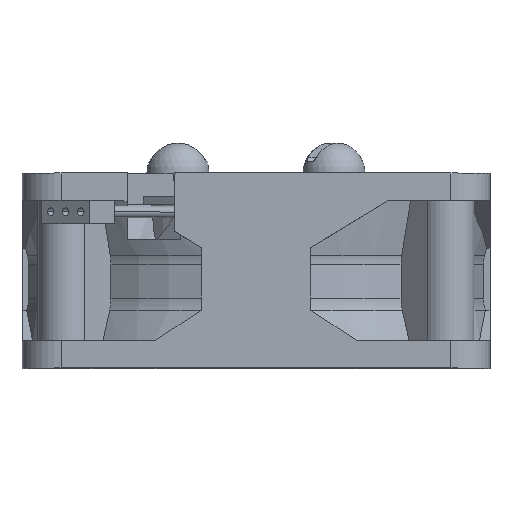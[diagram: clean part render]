
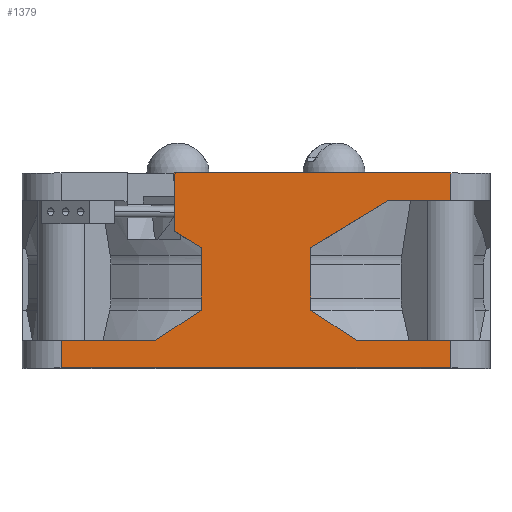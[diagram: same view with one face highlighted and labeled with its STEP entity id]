
A CAD part, top view. The second image highlights one B-rep face of the part: STEP entity #1379.
In plain terms, the highlighted planar face has unit normal (0, 0, 1).
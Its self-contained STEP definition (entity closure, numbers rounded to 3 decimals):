
#1 = CARTESIAN_POINT ( 'NONE',  ( -25., -12.5, 30. ) ) ;
#93 = CARTESIAN_POINT ( 'NONE',  ( -10.489, 5.044, 30. ) ) ;
#109 = ORIENTED_EDGE ( 'NONE', *, *, #1146, .F. ) ;
#127 = DIRECTION ( 'NONE',  ( -1., 0., 0. ) ) ;
#165 = CARTESIAN_POINT ( 'NONE',  ( 7., -5.076, 30. ) ) ;
#268 = VERTEX_POINT ( 'NONE', #1707 ) ;
#296 = VECTOR ( 'NONE', #8032, 1000. ) ;
#608 = CARTESIAN_POINT ( 'NONE',  ( 7., 2.924, 30. ) ) ;
#807 = VECTOR ( 'NONE', #9004, 1000. ) ;
#862 = CARTESIAN_POINT ( 'NONE',  ( 25., 12.5, 30. ) ) ;
#891 = CARTESIAN_POINT ( 'NONE',  ( 25., -12.5, 30. ) ) ;
#948 = ORIENTED_EDGE ( 'NONE', *, *, #5007, .T. ) ;
#1071 = EDGE_CURVE ( 'NONE', #3037, #2825, #6869, .T. ) ;
#1087 = DIRECTION ( 'NONE',  ( 1., 0., 0. ) ) ;
#1146 = EDGE_CURVE ( 'NONE', #2825, #4067, #7961, .T. ) ;
#1260 = ORIENTED_EDGE ( 'NONE', *, *, #7341, .T. ) ;
#1373 = ORIENTED_EDGE ( 'NONE', *, *, #2849, .T. ) ;
#1375 = EDGE_CURVE ( 'NONE', #5920, #10102, #8348, .T. ) ;
#1379 = ADVANCED_FACE ( 'NONE', ( #4135 ), #3127, .T. ) ;
#1407 = CARTESIAN_POINT ( 'NONE',  ( -10.489, 12.5, 30. ) ) ;
#1495 = VERTEX_POINT ( 'NONE', #6576 ) ;
#1503 = VECTOR ( 'NONE', #4611, 1000. ) ;
#1567 = CARTESIAN_POINT ( 'NONE',  ( 25., -9., 30. ) ) ;
#1656 = ORIENTED_EDGE ( 'NONE', *, *, #5708, .T. ) ;
#1707 = CARTESIAN_POINT ( 'NONE',  ( -7., 2.924, 30. ) ) ;
#1719 = VERTEX_POINT ( 'NONE', #5490 ) ;
#1835 = VERTEX_POINT ( 'NONE', #608 ) ;
#1974 = DIRECTION ( 'NONE',  ( 0., 1., 0. ) ) ;
#1991 = ORIENTED_EDGE ( 'NONE', *, *, #10220, .T. ) ;
#2088 = ORIENTED_EDGE ( 'NONE', *, *, #8795, .T. ) ;
#2209 = DIRECTION ( 'NONE',  ( -1., 0., 0. ) ) ;
#2290 = VECTOR ( 'NONE', #10212, 1000. ) ;
#2412 = VECTOR ( 'NONE', #8557, 1000. ) ;
#2469 = VERTEX_POINT ( 'NONE', #8041 ) ;
#2473 = DIRECTION ( 'NONE',  ( 0.855, 0.519, 0. ) ) ;
#2507 = CARTESIAN_POINT ( 'NONE',  ( 17., 9., 30. ) ) ;
#2694 = ORIENTED_EDGE ( 'NONE', *, *, #3653, .T. ) ;
#2722 = ORIENTED_EDGE ( 'NONE', *, *, #9291, .T. ) ;
#2753 = ORIENTED_EDGE ( 'NONE', *, *, #1375, .T. ) ;
#2825 = VERTEX_POINT ( 'NONE', #1407 ) ;
#2849 = EDGE_CURVE ( 'NONE', #3382, #5920, #7217, .T. ) ;
#2893 = VECTOR ( 'NONE', #1974, 1000. ) ;
#3037 = VERTEX_POINT ( 'NONE', #93 ) ;
#3045 = EDGE_CURVE ( 'NONE', #7842, #3948, #10161, .T. ) ;
#3127 = PLANE ( 'NONE',  #4760 ) ;
#3223 = EDGE_CURVE ( 'NONE', #1719, #3382, #6111, .T. ) ;
#3382 = VERTEX_POINT ( 'NONE', #7430 ) ;
#3386 = CARTESIAN_POINT ( 'NONE',  ( 25., 9., 30. ) ) ;
#3463 = CARTESIAN_POINT ( 'NONE',  ( -30., -12.5, 30. ) ) ;
#3476 = LINE ( 'NONE', #8523, #6548 ) ;
#3653 = EDGE_CURVE ( 'NONE', #1495, #6518, #8052, .T. ) ;
#3890 = ORIENTED_EDGE ( 'NONE', *, *, #3045, .T. ) ;
#3948 = VERTEX_POINT ( 'NONE', #8598 ) ;
#4067 = VERTEX_POINT ( 'NONE', #862 ) ;
#4077 = VERTEX_POINT ( 'NONE', #891 ) ;
#4131 = LINE ( 'NONE', #5347, #10164 ) ;
#4135 = FACE_OUTER_BOUND ( 'NONE', #5429, .T. ) ;
#4202 = DIRECTION ( 'NONE',  ( 1., 0., 0. ) ) ;
#4532 = LINE ( 'NONE', #7768, #2412 ) ;
#4611 = DIRECTION ( 'NONE',  ( 1., 0., 0. ) ) ;
#4684 = DIRECTION ( 'NONE',  ( 0., 1., 0. ) ) ;
#4760 = AXIS2_PLACEMENT_3D ( 'NONE', #9188, #9921, #4202 ) ;
#4793 = CARTESIAN_POINT ( 'NONE',  ( -25., -9., 30. ) ) ;
#4851 = CARTESIAN_POINT ( 'NONE',  ( 45., -9., 30. ) ) ;
#4862 = VECTOR ( 'NONE', #5019, 1000. ) ;
#5007 = EDGE_CURVE ( 'NONE', #4077, #7842, #7040, .T. ) ;
#5019 = DIRECTION ( 'NONE',  ( 0., 1., 0. ) ) ;
#5347 = CARTESIAN_POINT ( 'NONE',  ( 7., 2.924, 30. ) ) ;
#5377 = ORIENTED_EDGE ( 'NONE', *, *, #1071, .F. ) ;
#5429 = EDGE_LOOP ( 'NONE', ( #109, #5377, #2088, #1656, #9490, #1373, #2753, #7632, #948, #3890, #1991, #2722, #1260, #2694, #6303 ) ) ;
#5490 = CARTESIAN_POINT ( 'NONE',  ( -7., -5.076, 30. ) ) ;
#5708 = EDGE_CURVE ( 'NONE', #268, #1719, #3476, .T. ) ;
#5821 = DIRECTION ( 'NONE',  ( 1., 0., 0. ) ) ;
#5874 = VECTOR ( 'NONE', #1087, 1000. ) ;
#5920 = VERTEX_POINT ( 'NONE', #4793 ) ;
#5929 = CARTESIAN_POINT ( 'NONE',  ( -25., -12.5, 30. ) ) ;
#6020 = VECTOR ( 'NONE', #5821, 1000. ) ;
#6041 = DIRECTION ( 'NONE',  ( -0.837, -0.547, 0. ) ) ;
#6111 = LINE ( 'NONE', #9956, #10043 ) ;
#6147 = CARTESIAN_POINT ( 'NONE',  ( 45., -9., 30. ) ) ;
#6303 = ORIENTED_EDGE ( 'NONE', *, *, #9773, .T. ) ;
#6518 = VERTEX_POINT ( 'NONE', #3386 ) ;
#6548 = VECTOR ( 'NONE', #9296, 1000. ) ;
#6576 = CARTESIAN_POINT ( 'NONE',  ( 17., 9., 30. ) ) ;
#6712 = CARTESIAN_POINT ( 'NONE',  ( 25., -12.5, 30. ) ) ;
#6869 = LINE ( 'NONE', #10182, #807 ) ;
#6963 = VECTOR ( 'NONE', #2209, 1000. ) ;
#7040 = LINE ( 'NONE', #6712, #2893 ) ;
#7217 = LINE ( 'NONE', #6147, #6963 ) ;
#7341 = EDGE_CURVE ( 'NONE', #1835, #1495, #9102, .T. ) ;
#7430 = CARTESIAN_POINT ( 'NONE',  ( -13., -9., 30. ) ) ;
#7632 = ORIENTED_EDGE ( 'NONE', *, *, #8040, .T. ) ;
#7768 = CARTESIAN_POINT ( 'NONE',  ( -17., 9., 30. ) ) ;
#7842 = VERTEX_POINT ( 'NONE', #1567 ) ;
#7961 = LINE ( 'NONE', #8978, #5874 ) ;
#8032 = DIRECTION ( 'NONE',  ( -0.837, 0.547, 0. ) ) ;
#8040 = EDGE_CURVE ( 'NONE', #10102, #4077, #8114, .T. ) ;
#8041 = CARTESIAN_POINT ( 'NONE',  ( 7., -5.076, 30. ) ) ;
#8052 = LINE ( 'NONE', #8544, #1503 ) ;
#8114 = LINE ( 'NONE', #3463, #6020 ) ;
#8348 = LINE ( 'NONE', #5929, #2290 ) ;
#8378 = VECTOR ( 'NONE', #2473, 1000. ) ;
#8523 = CARTESIAN_POINT ( 'NONE',  ( -7., 2.924, 30. ) ) ;
#8544 = CARTESIAN_POINT ( 'NONE',  ( 45., 9., 30. ) ) ;
#8557 = DIRECTION ( 'NONE',  ( 0.855, -0.519, 0. ) ) ;
#8598 = CARTESIAN_POINT ( 'NONE',  ( 13., -9., 30. ) ) ;
#8795 = EDGE_CURVE ( 'NONE', #3037, #268, #4532, .T. ) ;
#8936 = CARTESIAN_POINT ( 'NONE',  ( 25., -12.5, 30. ) ) ;
#8978 = CARTESIAN_POINT ( 'NONE',  ( -30., 12.5, 30. ) ) ;
#9004 = DIRECTION ( 'NONE',  ( 0., 1., 0. ) ) ;
#9063 = LINE ( 'NONE', #8936, #4862 ) ;
#9102 = LINE ( 'NONE', #2507, #8378 ) ;
#9180 = LINE ( 'NONE', #165, #296 ) ;
#9188 = CARTESIAN_POINT ( 'NONE',  ( -30., -12.5, 30. ) ) ;
#9291 = EDGE_CURVE ( 'NONE', #2469, #1835, #4131, .T. ) ;
#9296 = DIRECTION ( 'NONE',  ( 0., -1., 0. ) ) ;
#9490 = ORIENTED_EDGE ( 'NONE', *, *, #3223, .T. ) ;
#9773 = EDGE_CURVE ( 'NONE', #6518, #4067, #9063, .T. ) ;
#9921 = DIRECTION ( 'NONE',  ( 0., 0., 1. ) ) ;
#9931 = VECTOR ( 'NONE', #127, 1000. ) ;
#9956 = CARTESIAN_POINT ( 'NONE',  ( -7., -5.076, 30. ) ) ;
#10043 = VECTOR ( 'NONE', #6041, 1000. ) ;
#10102 = VERTEX_POINT ( 'NONE', #1 ) ;
#10161 = LINE ( 'NONE', #4851, #9931 ) ;
#10164 = VECTOR ( 'NONE', #4684, 1000. ) ;
#10182 = CARTESIAN_POINT ( 'NONE',  ( -10.489, 4., 30. ) ) ;
#10212 = DIRECTION ( 'NONE',  ( 0., -1., 0. ) ) ;
#10220 = EDGE_CURVE ( 'NONE', #3948, #2469, #9180, .T. ) ;
